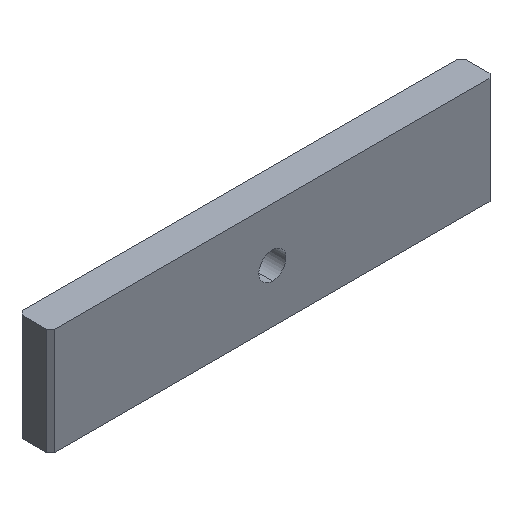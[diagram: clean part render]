
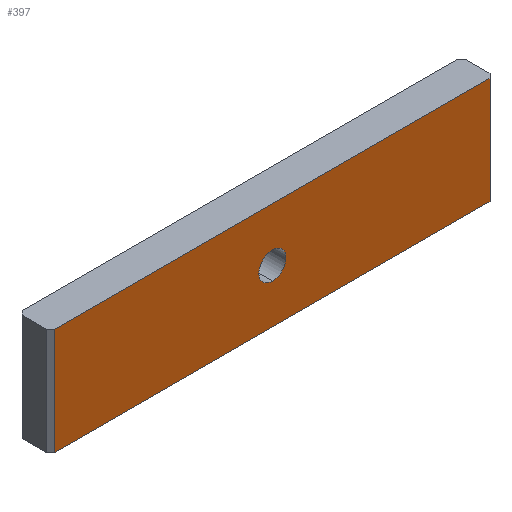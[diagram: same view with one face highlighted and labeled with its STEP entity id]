
A CAD part, isometric view. The second image highlights one B-rep face of the part: STEP entity #397.
In plain terms, the highlighted planar face has unit normal (0, -1, 0).
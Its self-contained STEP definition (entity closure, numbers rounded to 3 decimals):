
#9 = DIRECTION ( 'NONE',  ( 0., 1., 0. ) ) ;
#14 = EDGE_LOOP ( 'NONE', ( #79, #188, #409, #179 ) ) ;
#43 = EDGE_CURVE ( 'NONE', #350, #436, #314, .T. ) ;
#45 = EDGE_LOOP ( 'NONE', ( #429, #263 ) ) ;
#74 = EDGE_CURVE ( 'NONE', #350, #224, #441, .T. ) ;
#79 = ORIENTED_EDGE ( 'NONE', *, *, #217, .T. ) ;
#86 = VERTEX_POINT ( 'NONE', #344 ) ;
#92 = DIRECTION ( 'NONE',  ( 0., 0., 1. ) ) ;
#112 = CARTESIAN_POINT ( 'NONE',  ( -27., -2., -6.5 ) ) ;
#113 = FACE_BOUND ( 'NONE', #45, .T. ) ;
#128 = DIRECTION ( 'NONE',  ( 0., 1., 0. ) ) ;
#134 = CARTESIAN_POINT ( 'NONE',  ( 0., -2., -1.65 ) ) ;
#139 = DIRECTION ( 'NONE',  ( 1., 0., 0. ) ) ;
#156 = DIRECTION ( 'NONE',  ( 0., 0., 1. ) ) ;
#158 = LINE ( 'NONE', #112, #229 ) ;
#179 = ORIENTED_EDGE ( 'NONE', *, *, #74, .T. ) ;
#184 = EDGE_CURVE ( 'NONE', #415, #86, #318, .T. ) ;
#188 = ORIENTED_EDGE ( 'NONE', *, *, #426, .T. ) ;
#192 = DIRECTION ( 'NONE',  ( 1., 0., 0. ) ) ;
#198 = VERTEX_POINT ( 'NONE', #414 ) ;
#201 = AXIS2_PLACEMENT_3D ( 'NONE', #389, #128, #438 ) ;
#207 = AXIS2_PLACEMENT_3D ( 'NONE', #380, #9, #156 ) ;
#209 = DIRECTION ( 'NONE',  ( 0., 0., 1. ) ) ;
#211 = CARTESIAN_POINT ( 'NONE',  ( -26.5, -2., 6.5 ) ) ;
#217 = EDGE_CURVE ( 'NONE', #224, #198, #158, .T. ) ;
#224 = VERTEX_POINT ( 'NONE', #385 ) ;
#229 = VECTOR ( 'NONE', #192, 1000. ) ;
#258 = CIRCLE ( 'NONE', #352, 1.65 ) ;
#259 = DIRECTION ( 'NONE',  ( 0., 0., -1. ) ) ;
#262 = VECTOR ( 'NONE', #209, 1000. ) ;
#263 = ORIENTED_EDGE ( 'NONE', *, *, #184, .T. ) ;
#282 = VECTOR ( 'NONE', #139, 1000. ) ;
#296 = PLANE ( 'NONE',  #201 ) ;
#310 = LINE ( 'NONE', #439, #262 ) ;
#314 = LINE ( 'NONE', #440, #282 ) ;
#318 = CIRCLE ( 'NONE', #207, 1.65 ) ;
#325 = CARTESIAN_POINT ( 'NONE',  ( 0., -2., 0. ) ) ;
#327 = DIRECTION ( 'NONE',  ( 0., 1., 0. ) ) ;
#344 = CARTESIAN_POINT ( 'NONE',  ( 0., -2., 1.65 ) ) ;
#350 = VERTEX_POINT ( 'NONE', #424 ) ;
#352 = AXIS2_PLACEMENT_3D ( 'NONE', #325, #327, #92 ) ;
#362 = CARTESIAN_POINT ( 'NONE',  ( 26.5, -2., 6.5 ) ) ;
#375 = VECTOR ( 'NONE', #259, 1000. ) ;
#380 = CARTESIAN_POINT ( 'NONE',  ( 0., -2., 0. ) ) ;
#385 = CARTESIAN_POINT ( 'NONE',  ( -26.5, -2., -6.5 ) ) ;
#386 = EDGE_CURVE ( 'NONE', #86, #415, #258, .T. ) ;
#389 = CARTESIAN_POINT ( 'NONE',  ( -27., -2., 6.5 ) ) ;
#397 = ADVANCED_FACE ( 'NONE', ( #113, #412 ), #296, .F. ) ;
#409 = ORIENTED_EDGE ( 'NONE', *, *, #43, .F. ) ;
#412 = FACE_OUTER_BOUND ( 'NONE', #14, .T. ) ;
#414 = CARTESIAN_POINT ( 'NONE',  ( 26.5, -2., -6.5 ) ) ;
#415 = VERTEX_POINT ( 'NONE', #134 ) ;
#424 = CARTESIAN_POINT ( 'NONE',  ( -26.5, -2., 6.5 ) ) ;
#426 = EDGE_CURVE ( 'NONE', #198, #436, #310, .T. ) ;
#429 = ORIENTED_EDGE ( 'NONE', *, *, #386, .T. ) ;
#436 = VERTEX_POINT ( 'NONE', #362 ) ;
#438 = DIRECTION ( 'NONE',  ( -1., 0., 0. ) ) ;
#439 = CARTESIAN_POINT ( 'NONE',  ( 26.5, -2., 6.5 ) ) ;
#440 = CARTESIAN_POINT ( 'NONE',  ( -27., -2., 6.5 ) ) ;
#441 = LINE ( 'NONE', #211, #375 ) ;
